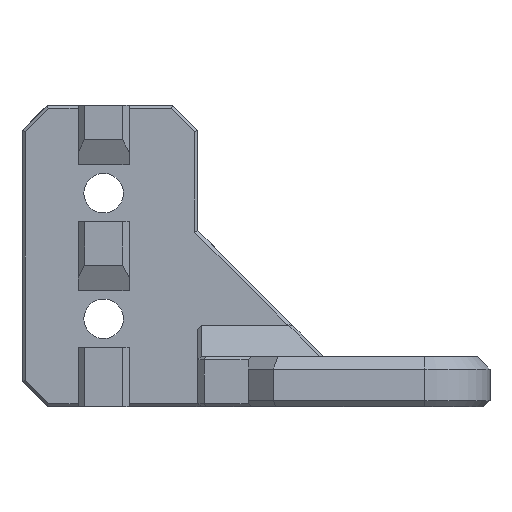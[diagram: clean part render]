
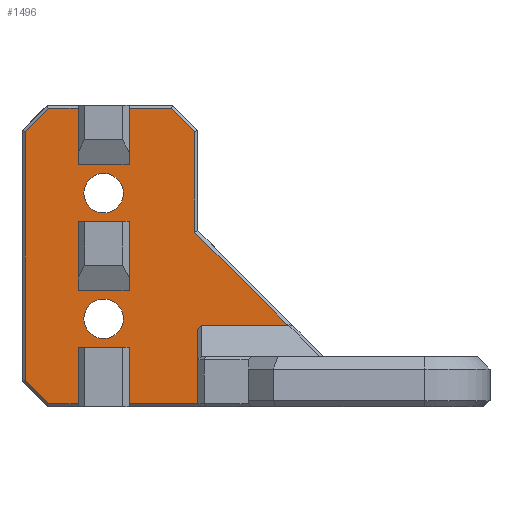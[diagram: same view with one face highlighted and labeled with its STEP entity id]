
A CAD part, left-side view. The second image highlights one B-rep face of the part: STEP entity #1496.
In plain terms, the highlighted planar face has unit normal (-1, 0, 0).
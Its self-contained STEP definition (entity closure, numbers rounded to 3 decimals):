
#23=FACE_BOUND('',#175,.T.);
#24=FACE_BOUND('',#176,.T.);
#25=FACE_BOUND('',#177,.T.);
#34=CIRCLE('',#1601,3.15);
#35=CIRCLE('',#1602,3.15);
#86=FACE_OUTER_BOUND('',#174,.T.);
#174=EDGE_LOOP('',(#1119,#1120,#1121,#1122,#1123,#1124,#1125,#1126,#1127,
#1128,#1129,#1130,#1131,#1132,#1133,#1134,#1135,#1136,#1137));
#175=EDGE_LOOP('',(#1138,#1139,#1140,#1141));
#176=EDGE_LOOP('',(#1142));
#177=EDGE_LOOP('',(#1143));
#239=LINE('',#2084,#433);
#244=LINE('',#2093,#438);
#251=LINE('',#2109,#445);
#255=LINE('',#2116,#449);
#280=LINE('',#2177,#474);
#294=LINE('',#2205,#488);
#298=LINE('',#2214,#492);
#301=LINE('',#2220,#495);
#304=LINE('',#2226,#498);
#307=LINE('',#2232,#501);
#328=LINE('',#2273,#522);
#332=LINE('',#2282,#526);
#335=LINE('',#2288,#529);
#338=LINE('',#2294,#532);
#341=LINE('',#2298,#535);
#342=LINE('',#2300,#536);
#343=LINE('',#2302,#537);
#344=LINE('',#2304,#538);
#345=LINE('',#2306,#539);
#346=LINE('',#2307,#540);
#347=LINE('',#2308,#541);
#348=LINE('',#2310,#542);
#349=LINE('',#2311,#543);
#433=VECTOR('',#1676,10.);
#438=VECTOR('',#1683,10.);
#445=VECTOR('',#1694,10.);
#449=VECTOR('',#1700,10.);
#474=VECTOR('',#1749,10.);
#488=VECTOR('',#1773,10.);
#492=VECTOR('',#1779,10.);
#495=VECTOR('',#1784,10.);
#498=VECTOR('',#1789,10.);
#501=VECTOR('',#1794,10.);
#522=VECTOR('',#1827,10.);
#526=VECTOR('',#1833,10.);
#529=VECTOR('',#1838,10.);
#532=VECTOR('',#1843,10.);
#535=VECTOR('',#1848,10.);
#536=VECTOR('',#1851,10.);
#537=VECTOR('',#1852,10.);
#538=VECTOR('',#1853,10.);
#539=VECTOR('',#1854,10.);
#540=VECTOR('',#1855,10.);
#541=VECTOR('',#1856,10.);
#542=VECTOR('',#1857,10.);
#543=VECTOR('',#1858,10.);
#627=VERTEX_POINT('',#2081);
#628=VERTEX_POINT('',#2083);
#631=VERTEX_POINT('',#2091);
#637=VERTEX_POINT('',#2106);
#638=VERTEX_POINT('',#2108);
#640=VERTEX_POINT('',#2114);
#663=VERTEX_POINT('',#2174);
#664=VERTEX_POINT('',#2176);
#673=VERTEX_POINT('',#2204);
#676=VERTEX_POINT('',#2211);
#677=VERTEX_POINT('',#2213);
#679=VERTEX_POINT('',#2219);
#681=VERTEX_POINT('',#2225);
#683=VERTEX_POINT('',#2231);
#697=VERTEX_POINT('',#2272);
#700=VERTEX_POINT('',#2279);
#701=VERTEX_POINT('',#2281);
#703=VERTEX_POINT('',#2287);
#705=VERTEX_POINT('',#2293);
#706=VERTEX_POINT('',#2301);
#707=VERTEX_POINT('',#2303);
#708=VERTEX_POINT('',#2305);
#709=VERTEX_POINT('',#2309);
#710=VERTEX_POINT('',#2312);
#711=VERTEX_POINT('',#2314);
#758=EDGE_CURVE('',#628,#627,#239,.T.);
#763=EDGE_CURVE('',#627,#631,#244,.T.);
#770=EDGE_CURVE('',#638,#637,#251,.T.);
#774=EDGE_CURVE('',#637,#640,#255,.T.);
#803=EDGE_CURVE('',#663,#664,#280,.F.);
#817=EDGE_CURVE('',#664,#673,#294,.T.);
#821=EDGE_CURVE('',#676,#677,#298,.T.);
#824=EDGE_CURVE('',#677,#679,#301,.T.);
#827=EDGE_CURVE('',#679,#681,#304,.T.);
#830=EDGE_CURVE('',#681,#683,#307,.T.);
#851=EDGE_CURVE('',#697,#631,#328,.T.);
#855=EDGE_CURVE('',#700,#701,#332,.T.);
#858=EDGE_CURVE('',#701,#703,#335,.T.);
#861=EDGE_CURVE('',#703,#705,#338,.T.);
#864=EDGE_CURVE('',#705,#697,#341,.T.);
#865=EDGE_CURVE('',#676,#628,#342,.T.);
#866=EDGE_CURVE('',#700,#706,#343,.T.);
#867=EDGE_CURVE('',#706,#707,#344,.T.);
#868=EDGE_CURVE('',#707,#708,#345,.T.);
#869=EDGE_CURVE('',#673,#708,#346,.T.);
#870=EDGE_CURVE('',#683,#663,#347,.T.);
#871=EDGE_CURVE('',#640,#709,#348,.T.);
#872=EDGE_CURVE('',#709,#638,#349,.T.);
#873=EDGE_CURVE('',#710,#710,#34,.T.);
#874=EDGE_CURVE('',#711,#711,#35,.T.);
#1119=ORIENTED_EDGE('',*,*,#821,.F.);
#1120=ORIENTED_EDGE('',*,*,#865,.T.);
#1121=ORIENTED_EDGE('',*,*,#758,.T.);
#1122=ORIENTED_EDGE('',*,*,#763,.T.);
#1123=ORIENTED_EDGE('',*,*,#851,.F.);
#1124=ORIENTED_EDGE('',*,*,#864,.F.);
#1125=ORIENTED_EDGE('',*,*,#861,.F.);
#1126=ORIENTED_EDGE('',*,*,#858,.F.);
#1127=ORIENTED_EDGE('',*,*,#855,.F.);
#1128=ORIENTED_EDGE('',*,*,#866,.T.);
#1129=ORIENTED_EDGE('',*,*,#867,.T.);
#1130=ORIENTED_EDGE('',*,*,#868,.T.);
#1131=ORIENTED_EDGE('',*,*,#869,.F.);
#1132=ORIENTED_EDGE('',*,*,#817,.F.);
#1133=ORIENTED_EDGE('',*,*,#803,.F.);
#1134=ORIENTED_EDGE('',*,*,#870,.F.);
#1135=ORIENTED_EDGE('',*,*,#830,.F.);
#1136=ORIENTED_EDGE('',*,*,#827,.F.);
#1137=ORIENTED_EDGE('',*,*,#824,.F.);
#1138=ORIENTED_EDGE('',*,*,#770,.T.);
#1139=ORIENTED_EDGE('',*,*,#774,.T.);
#1140=ORIENTED_EDGE('',*,*,#871,.T.);
#1141=ORIENTED_EDGE('',*,*,#872,.T.);
#1142=ORIENTED_EDGE('',*,*,#873,.T.);
#1143=ORIENTED_EDGE('',*,*,#874,.T.);
#1420=PLANE('',#1600);
#1496=ADVANCED_FACE('',(#86,#23,#24,#25),#1420,.T.);
#1600=AXIS2_PLACEMENT_3D('',#2299,#1849,#1850);
#1601=AXIS2_PLACEMENT_3D('',#2313,#1859,#1860);
#1602=AXIS2_PLACEMENT_3D('',#2315,#1861,#1862);
#1676=DIRECTION('',(0.,1.,0.));
#1683=DIRECTION('',(0.,0.,1.));
#1694=DIRECTION('',(0.,1.,0.));
#1700=DIRECTION('',(0.,0.,1.));
#1749=DIRECTION('',(0.,-0.577,0.816));
#1773=DIRECTION('',(0.,0.,-1.));
#1779=DIRECTION('',(0.,-1.,0.));
#1784=DIRECTION('',(0.,-0.707,-0.707));
#1789=DIRECTION('',(0.,0.,-1.));
#1794=DIRECTION('',(0.,-0.707,-0.707));
#1827=DIRECTION('',(0.,-1.,0.));
#1833=DIRECTION('',(0.,1.,0.));
#1838=DIRECTION('',(0.,0.707,0.707));
#1843=DIRECTION('',(0.,0.,1.));
#1848=DIRECTION('',(0.,-0.707,0.707));
#1849=DIRECTION('center_axis',(-1.,0.,0.));
#1850=DIRECTION('ref_axis',(0.,1.,0.));
#1851=DIRECTION('',(0.,0.,-1.));
#1852=DIRECTION('',(0.,0.,1.));
#1853=DIRECTION('',(0.,-1.,0.));
#1854=DIRECTION('',(0.,0.,-1.));
#1855=DIRECTION('',(0.,1.,0.));
#1856=DIRECTION('',(0.,1.,0.));
#1857=DIRECTION('',(0.,-1.,0.));
#1858=DIRECTION('',(0.,0.,-1.));
#1859=DIRECTION('center_axis',(1.,0.,0.));
#1860=DIRECTION('ref_axis',(0.,-1.,0.));
#1861=DIRECTION('center_axis',(1.,0.,0.));
#1862=DIRECTION('ref_axis',(0.,-1.,0.));
#2081=CARTESIAN_POINT('',(15.,54.55,38.5));
#2083=CARTESIAN_POINT('',(15.,46.45,38.5));
#2084=CARTESIAN_POINT('',(15.,45.025,38.5));
#2091=CARTESIAN_POINT('',(15.,54.55,47.5));
#2093=CARTESIAN_POINT('',(15.,54.55,28.));
#2106=CARTESIAN_POINT('',(15.,54.55,18.5));
#2108=CARTESIAN_POINT('',(15.,46.45,18.5));
#2109=CARTESIAN_POINT('',(15.,45.025,18.5));
#2114=CARTESIAN_POINT('',(15.,54.55,29.5));
#2116=CARTESIAN_POINT('',(15.,54.55,18.75));
#2174=CARTESIAN_POINT('',(15.,35.,13.));
#2176=CARTESIAN_POINT('',(15.,35.5,12.293));
#2177=CARTESIAN_POINT('',(15.,37.465,9.514));
#2204=CARTESIAN_POINT('',(15.,35.5,0.5));
#2205=CARTESIAN_POINT('',(15.,35.5,8.));
#2211=CARTESIAN_POINT('',(15.,46.45,47.5));
#2213=CARTESIAN_POINT('',(15.,39.707,47.5));
#2214=CARTESIAN_POINT('',(15.,42.5,47.5));
#2219=CARTESIAN_POINT('',(15.,36.,43.793));
#2220=CARTESIAN_POINT('',(15.,27.854,35.646));
#2225=CARTESIAN_POINT('',(15.,36.,27.793));
#2226=CARTESIAN_POINT('',(15.,36.,8.));
#2231=CARTESIAN_POINT('',(15.,21.207,13.));
#2232=CARTESIAN_POINT('',(15.,25.854,17.646));
#2272=CARTESIAN_POINT('',(15.,59.293,47.5));
#2273=CARTESIAN_POINT('',(15.,42.5,47.5));
#2279=CARTESIAN_POINT('',(15.,54.55,0.5));
#2281=CARTESIAN_POINT('',(15.,59.293,0.5));
#2282=CARTESIAN_POINT('',(15.,30.875,0.5));
#2287=CARTESIAN_POINT('',(15.,63.,4.207));
#2288=CARTESIAN_POINT('',(15.,56.146,-2.646));
#2293=CARTESIAN_POINT('',(15.,63.,43.793));
#2294=CARTESIAN_POINT('',(15.,63.,8.));
#2298=CARTESIAN_POINT('',(15.,64.146,42.646));
#2299=CARTESIAN_POINT('Origin',(15.,35.5,8.));
#2300=CARTESIAN_POINT('',(15.,46.45,23.25));
#2301=CARTESIAN_POINT('',(15.,54.55,9.5));
#2302=CARTESIAN_POINT('',(15.,54.55,8.75));
#2303=CARTESIAN_POINT('',(15.,46.45,9.5));
#2304=CARTESIAN_POINT('',(15.,40.975,9.5));
#2305=CARTESIAN_POINT('',(15.,46.45,0.5));
#2306=CARTESIAN_POINT('',(15.,46.45,4.));
#2307=CARTESIAN_POINT('',(15.,30.875,0.5));
#2308=CARTESIAN_POINT('',(15.,30.875,13.));
#2309=CARTESIAN_POINT('',(15.,46.45,29.5));
#2310=CARTESIAN_POINT('',(15.,40.975,29.5));
#2311=CARTESIAN_POINT('',(15.,46.45,13.25));
#2312=CARTESIAN_POINT('',(15.,53.65,14.));
#2313=CARTESIAN_POINT('Origin',(15.,50.5,14.));
#2314=CARTESIAN_POINT('',(15.,53.65,34.));
#2315=CARTESIAN_POINT('Origin',(15.,50.5,34.));
